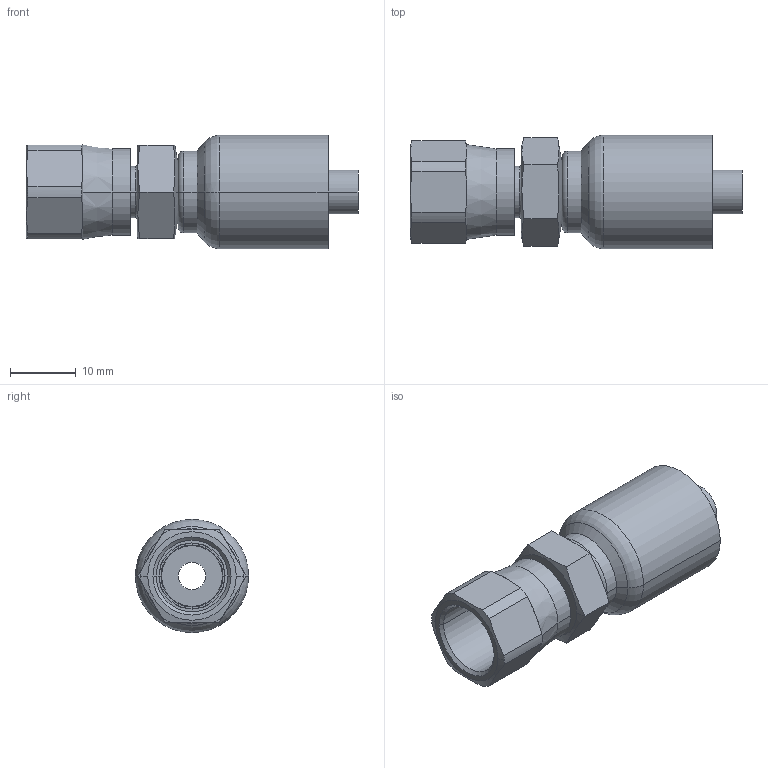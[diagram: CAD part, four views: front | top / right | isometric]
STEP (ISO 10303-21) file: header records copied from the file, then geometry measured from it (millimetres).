
FILE_DESCRIPTION((''),'2;1');
FILE_NAME('1GA4FJ4_ASM','2008-08-04T',('E5251014'),('Eaton Hydraulics Inc.'),'PRO/ENGINEER BY PARAMETRIC TECHNOLOGY CORPORATION, 2005170','PRO/ENGINEER BY PARAMETRIC TECHNOLOGY CORPORATION, 2005170','');
FILE_SCHEMA(('CONFIG_CONTROL_DESIGN'));
Length unit declared in the file: millimetre
Products named in the file (4): 1F40000A0404; 210204-4S_CRIMPED; 1G4_CRIMP; 1GA4FJ4_ASM
Assembly tree (3 placements, depth 2):
  1GA4FJ4_ASM
    1F40000A0404
    210204-4S_CRIMPED
    1G4_CRIMP
Bounding box: 50.59 x 17.27 x 17.27 mm (x, y, z)
Volume: 4194.5 mm3; surface area: 6078.3 mm2
Topology: 3 solids, 3 shells, 116 faces, 250 edges, 148 vertices
Faces by surface type: cylinder 36, plane 32, cone 30, torus 18
Entity records: 3420 total; most frequent: CARTESIAN_POINT 725, DIRECTION 608, ORIENTED_EDGE 500, AXIS2_PLACEMENT_3D 265, EDGE_CURVE 250, VERTEX_POINT 148, CIRCLE 142, EDGE_LOOP 130
